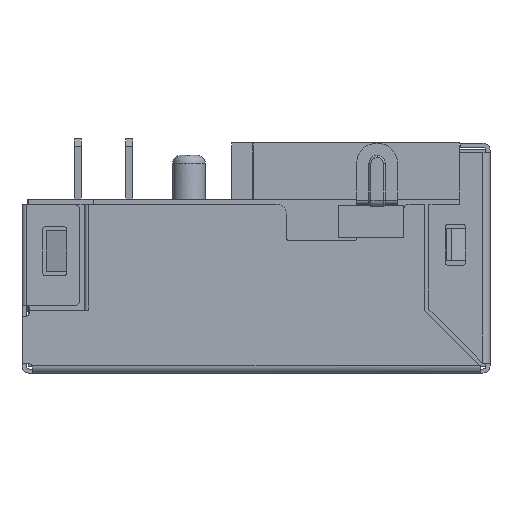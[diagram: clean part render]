
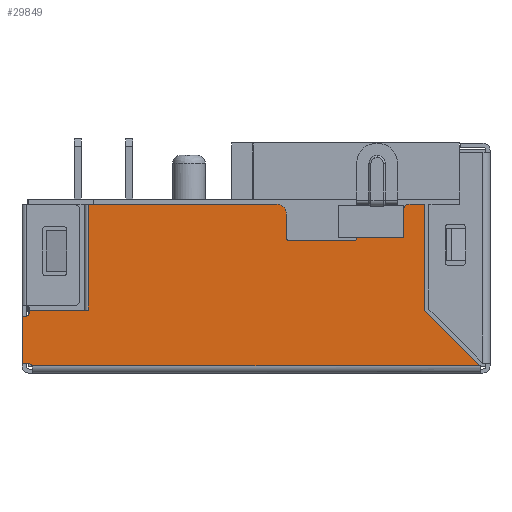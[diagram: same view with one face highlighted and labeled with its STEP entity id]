
A CAD part, left-side view. The second image highlights one B-rep face of the part: STEP entity #29849.
In plain terms, the highlighted planar face has unit normal (-1, 0, 0).
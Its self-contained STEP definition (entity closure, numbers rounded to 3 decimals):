
#2275=CARTESIAN_POINT('',(-8.,11.2,-0.01));
#2276=DIRECTION('',(1.,0.,0.));
#2277=DIRECTION('',(0.,0.,1.));
#2278=AXIS2_PLACEMENT_3D('',#2275,#2276,#2277);
#2280=CARTESIAN_POINT('',(-8.,11.4,0.29));
#2281=DIRECTION('',(-1.,0.,0.));
#2282=DIRECTION('',(0.,1.,0.));
#2283=AXIS2_PLACEMENT_3D('',#2280,#2281,#2282);
#2285=DIRECTION('',(0.,0.,-1.));
#2286=VECTOR('',#2285,2.05);
#2287=CARTESIAN_POINT('',(-8.,11.55,2.34));
#2288=LINE('',#2287,#2286);
#2289=CARTESIAN_POINT('',(-8.,11.4,2.34));
#2290=DIRECTION('',(-1.,0.,0.));
#2291=DIRECTION('',(0.,0.,1.));
#2292=AXIS2_PLACEMENT_3D('',#2289,#2290,#2291);
#2294=DIRECTION('',(0.,1.,0.));
#2295=VECTOR('',#2294,0.05);
#2296=CARTESIAN_POINT('',(-8.,11.35,2.49));
#2297=LINE('',#2296,#2295);
#2298=CARTESIAN_POINT('',(-8.,11.35,2.64));
#2299=DIRECTION('',(1.,0.,0.));
#2300=DIRECTION('',(0.,-1.,0.));
#2301=AXIS2_PLACEMENT_3D('',#2298,#2299,#2300);
#2303=DIRECTION('',(0.,1.,0.));
#2304=VECTOR('',#2303,9.25);
#2305=CARTESIAN_POINT('',(-8.,-0.95,7.99));
#2306=LINE('',#2305,#2304);
#2307=CARTESIAN_POINT('',(-8.,-0.95,7.49));
#2308=DIRECTION('',(-1.,0.,0.));
#2309=DIRECTION('',(0.,-1.,0.));
#2310=AXIS2_PLACEMENT_3D('',#2307,#2308,#2309);
#2312=CARTESIAN_POINT('',(-8.,-1.6,6.34));
#2313=DIRECTION('',(1.,0.,0.));
#2314=DIRECTION('',(0.,0.,-1.));
#2315=AXIS2_PLACEMENT_3D('',#2312,#2313,#2314);
#2317=CARTESIAN_POINT('',(-8.,-4.75,6.34));
#2318=DIRECTION('',(1.,0.,0.));
#2319=DIRECTION('',(0.,-1.,0.));
#2320=AXIS2_PLACEMENT_3D('',#2317,#2318,#2319);
#2322=DIRECTION('',(0.,0.,-1.));
#2323=VECTOR('',#2322,1.65);
#2324=CARTESIAN_POINT('',(-8.,-4.9,7.99));
#2325=LINE('',#2324,#2323);
#2326=CARTESIAN_POINT('',(-8.,-7.1,7.99));
#2327=DIRECTION('',(1.,0.,0.));
#2328=DIRECTION('',(0.,-0.904,-0.429));
#2329=AXIS2_PLACEMENT_3D('',#2326,#2327,#2328);
#2331=CARTESIAN_POINT('',(-8.,-7.416,7.84));
#2332=DIRECTION('',(-1.,0.,0.));
#2333=DIRECTION('',(0.,0.,1.));
#2334=AXIS2_PLACEMENT_3D('',#2331,#2332,#2333);
#2336=DIRECTION('',(0.,1.,0.));
#2337=VECTOR('',#2336,0.834);
#2338=CARTESIAN_POINT('',(-8.,-8.25,7.99));
#2339=LINE('',#2338,#2337);
#2340=DIRECTION('',(0.,0.,1.));
#2341=VECTOR('',#2340,5.241);
#2342=CARTESIAN_POINT('',(-8.,-8.25,2.749));
#2343=LINE('',#2342,#2341);
#2344=DIRECTION('',(0.,0.707,0.707));
#2345=VECTOR('',#2344,3.831);
#2346=CARTESIAN_POINT('',(-8.,-10.959,0.04));
#2347=LINE('',#2346,#2345);
#2348=DIRECTION('',(0.,1.,0.));
#2349=VECTOR('',#2348,22.017);
#2350=CARTESIAN_POINT('',(-8.,-10.959,0.04));
#2351=LINE('',#2350,#2349);
#2356=CARTESIAN_POINT('',(-8.,11.059,0.04));
#2363=DIRECTION('',(0.,1.,0.));
#2364=VECTOR('',#2363,0.2);
#2365=CARTESIAN_POINT('',(-8.,11.2,0.14));
#2366=LINE('',#2365,#2364);
#2391=DIRECTION('',(0.,0.,1.));
#2392=VECTOR('',#2391,0.15);
#2393=CARTESIAN_POINT('',(-8.,11.2,2.64));
#2394=LINE('',#2393,#2392);
#2404=DIRECTION('',(0.,-1.,0.));
#2405=VECTOR('',#2404,2.9);
#2406=CARTESIAN_POINT('',(-8.,11.2,2.79));
#2407=LINE('',#2406,#2405);
#2412=DIRECTION('',(0.,0.,1.));
#2413=VECTOR('',#2412,5.2);
#2414=CARTESIAN_POINT('',(-8.,8.3,2.79));
#2415=LINE('',#2414,#2413);
#3017=DIRECTION('',(0.,0.,-1.));
#3018=VECTOR('',#3017,1.15);
#3019=CARTESIAN_POINT('',(-8.,-1.45,7.49));
#3020=LINE('',#3019,#3018);
#3029=DIRECTION('',(0.,-1.,0.));
#3030=VECTOR('',#3029,3.15);
#3031=CARTESIAN_POINT('',(-8.,-1.6,6.19));
#3032=LINE('',#3031,#3030);
#3142=DIRECTION('',(0.,-1.,0.));
#3143=VECTOR('',#3142,2.);
#3144=CARTESIAN_POINT('',(-8.,-4.9,7.99));
#3145=LINE('',#3144,#3143);
#26752=CARTESIAN_POINT('',(-8.,-10.959,0.04));
#26753=VERTEX_POINT('',#26752);
#26754=VERTEX_POINT('',#2356);
#26755=CARTESIAN_POINT('',(-8.,11.2,0.14));
#26756=VERTEX_POINT('',#26755);
#26757=CARTESIAN_POINT('',(-8.,11.4,0.14));
#26758=VERTEX_POINT('',#26757);
#26759=CARTESIAN_POINT('',(-8.,11.55,0.29));
#26760=VERTEX_POINT('',#26759);
#26761=CARTESIAN_POINT('',(-8.,11.55,2.34));
#26762=VERTEX_POINT('',#26761);
#26763=CARTESIAN_POINT('',(-8.,11.4,2.49));
#26764=VERTEX_POINT('',#26763);
#26765=CARTESIAN_POINT('',(-8.,11.35,2.49));
#26766=VERTEX_POINT('',#26765);
#26767=CARTESIAN_POINT('',(-8.,11.2,2.64));
#26768=VERTEX_POINT('',#26767);
#26769=CARTESIAN_POINT('',(-8.,11.2,2.79));
#26770=VERTEX_POINT('',#26769);
#26771=CARTESIAN_POINT('',(-8.,8.3,2.79));
#26772=VERTEX_POINT('',#26771);
#26773=CARTESIAN_POINT('',(-8.,8.3,7.99));
#26774=VERTEX_POINT('',#26773);
#26775=CARTESIAN_POINT('',(-8.,-0.95,7.99));
#26776=VERTEX_POINT('',#26775);
#26777=CARTESIAN_POINT('',(-8.,-1.45,7.49));
#26778=VERTEX_POINT('',#26777);
#26779=CARTESIAN_POINT('',(-8.,-1.45,6.34));
#26780=VERTEX_POINT('',#26779);
#26781=CARTESIAN_POINT('',(-8.,-1.6,6.19));
#26782=VERTEX_POINT('',#26781);
#26783=CARTESIAN_POINT('',(-8.,-4.75,6.19));
#26784=VERTEX_POINT('',#26783);
#26785=CARTESIAN_POINT('',(-8.,-4.9,6.34));
#26786=VERTEX_POINT('',#26785);
#26787=CARTESIAN_POINT('',(-8.,-4.9,7.99));
#26788=VERTEX_POINT('',#26787);
#26789=CARTESIAN_POINT('',(-8.,-6.9,7.99));
#26790=VERTEX_POINT('',#26789);
#26791=CARTESIAN_POINT('',(-8.,-7.281,7.904));
#26792=VERTEX_POINT('',#26791);
#26793=CARTESIAN_POINT('',(-8.,-7.416,7.99));
#26794=VERTEX_POINT('',#26793);
#26795=CARTESIAN_POINT('',(-8.,-8.25,7.99));
#26796=VERTEX_POINT('',#26795);
#26797=CARTESIAN_POINT('',(-8.,-8.25,2.749));
#26798=VERTEX_POINT('',#26797);
#29796=CARTESIAN_POINT('',(-8.,-11.25,10.99));
#29797=DIRECTION('',(-1.,0.,0.));
#29798=DIRECTION('',(0.,1.,0.));
#29799=AXIS2_PLACEMENT_3D('',#29796,#29797,#29798);
#29800=PLANE('',#29799);
#29802=ORIENTED_EDGE('',*,*,#29801,.T.);
#29803=ORIENTED_EDGE('',*,*,#29719,.F.);
#29805=ORIENTED_EDGE('',*,*,#29804,.T.);
#29807=ORIENTED_EDGE('',*,*,#29806,.F.);
#29809=ORIENTED_EDGE('',*,*,#29808,.F.);
#29811=ORIENTED_EDGE('',*,*,#29810,.F.);
#29813=ORIENTED_EDGE('',*,*,#29812,.F.);
#29815=ORIENTED_EDGE('',*,*,#29814,.F.);
#29817=ORIENTED_EDGE('',*,*,#29816,.T.);
#29819=ORIENTED_EDGE('',*,*,#29818,.T.);
#29821=ORIENTED_EDGE('',*,*,#29820,.T.);
#29823=ORIENTED_EDGE('',*,*,#29822,.F.);
#29825=ORIENTED_EDGE('',*,*,#29824,.F.);
#29827=ORIENTED_EDGE('',*,*,#29826,.T.);
#29829=ORIENTED_EDGE('',*,*,#29828,.F.);
#29831=ORIENTED_EDGE('',*,*,#29830,.T.);
#29833=ORIENTED_EDGE('',*,*,#29832,.F.);
#29835=ORIENTED_EDGE('',*,*,#29834,.F.);
#29837=ORIENTED_EDGE('',*,*,#29836,.T.);
#29839=ORIENTED_EDGE('',*,*,#29838,.F.);
#29841=ORIENTED_EDGE('',*,*,#29840,.F.);
#29843=ORIENTED_EDGE('',*,*,#29842,.F.);
#29845=ORIENTED_EDGE('',*,*,#29844,.F.);
#29846=ORIENTED_EDGE('',*,*,#29789,.F.);
#29847=EDGE_LOOP('',(#29802,#29803,#29805,#29807,#29809,#29811,#29813,#29815,
#29817,#29819,#29821,#29823,#29825,#29827,#29829,#29831,#29833,#29835,#29837,
#29839,#29841,#29843,#29845,#29846));
#29848=FACE_OUTER_BOUND('',#29847,.F.);
#2279=CIRCLE('',#2278,0.15);
#2284=CIRCLE('',#2283,0.15);
#2293=CIRCLE('',#2292,0.15);
#2302=CIRCLE('',#2301,0.15);
#2311=CIRCLE('',#2310,0.5);
#2316=CIRCLE('',#2315,0.15);
#2321=CIRCLE('',#2320,0.15);
#2330=CIRCLE('',#2329,0.2);
#2335=CIRCLE('',#2334,0.15);
#29719=EDGE_CURVE('',#26756,#26754,#2279,.T.);
#29789=EDGE_CURVE('',#26753,#26798,#2347,.T.);
#29801=EDGE_CURVE('',#26753,#26754,#2351,.T.);
#29804=EDGE_CURVE('',#26756,#26758,#2366,.T.);
#29806=EDGE_CURVE('',#26760,#26758,#2284,.T.);
#29808=EDGE_CURVE('',#26762,#26760,#2288,.T.);
#29810=EDGE_CURVE('',#26764,#26762,#2293,.T.);
#29812=EDGE_CURVE('',#26766,#26764,#2297,.T.);
#29814=EDGE_CURVE('',#26768,#26766,#2302,.T.);
#29816=EDGE_CURVE('',#26768,#26770,#2394,.T.);
#29818=EDGE_CURVE('',#26770,#26772,#2407,.T.);
#29820=EDGE_CURVE('',#26772,#26774,#2415,.T.);
#29822=EDGE_CURVE('',#26776,#26774,#2306,.T.);
#29824=EDGE_CURVE('',#26778,#26776,#2311,.T.);
#29826=EDGE_CURVE('',#26778,#26780,#3020,.T.);
#29828=EDGE_CURVE('',#26782,#26780,#2316,.T.);
#29830=EDGE_CURVE('',#26782,#26784,#3032,.T.);
#29832=EDGE_CURVE('',#26786,#26784,#2321,.T.);
#29834=EDGE_CURVE('',#26788,#26786,#2325,.T.);
#29836=EDGE_CURVE('',#26788,#26790,#3145,.T.);
#29838=EDGE_CURVE('',#26792,#26790,#2330,.T.);
#29840=EDGE_CURVE('',#26794,#26792,#2335,.T.);
#29842=EDGE_CURVE('',#26796,#26794,#2339,.T.);
#29844=EDGE_CURVE('',#26798,#26796,#2343,.T.);
#29849=ADVANCED_FACE('',(#29848),#29800,.T.);
